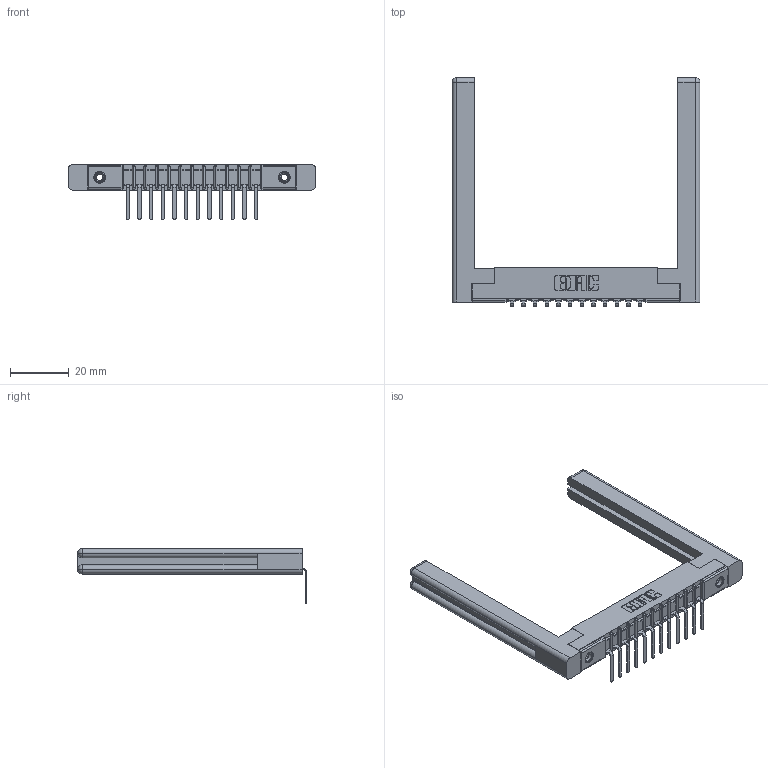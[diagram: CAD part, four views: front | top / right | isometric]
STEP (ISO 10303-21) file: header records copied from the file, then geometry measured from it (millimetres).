
FILE_DESCRIPTION (( 'STEP AP203' ), '1' );
FILE_NAME ('307-012-557-158.STEP', '2019-09-04T20:02:37', ( '' ), ( '' ), 'SwSTEP 2.0', 'SolidWorks 2016', '' );
FILE_SCHEMA (( 'CONFIG_CONTROL_DESIGN' ));
Length unit declared in the file: inch
Products named in the file (5): 307-012-557-158; 345-250-001_345-250-001-102; 307-290-002_557; 307 Part_.156 Dia Mounting Holes; 307-220-058
Assembly tree (17 placements, depth 2):
  307-012-557-158
    307 Part_.156 Dia Mounting Holes
    307-290-002_557  x12
    307-220-058  x2
    345-250-001_345-250-001-102  x2
Bounding box: 84.18 x 77.64 x 18.67 mm (x, y, z)
Volume: 13262.6 mm3; surface area: 14823 mm2
Topology: 17 solids, 17 shells, 1209 faces, 3605 edges, 2354 vertices
Faces by surface type: plane 718, cylinder 441, sphere 26, torus 12, cone 12
Entity records: 17473 total; most frequent: CARTESIAN_POINT 2951, ORIENTED_EDGE 2880, DIRECTION 2842, EDGE_CURVE 1440, LINE 1084, VECTOR 1084, VERTEX_POINT 934, AXIS2_PLACEMENT_3D 879
